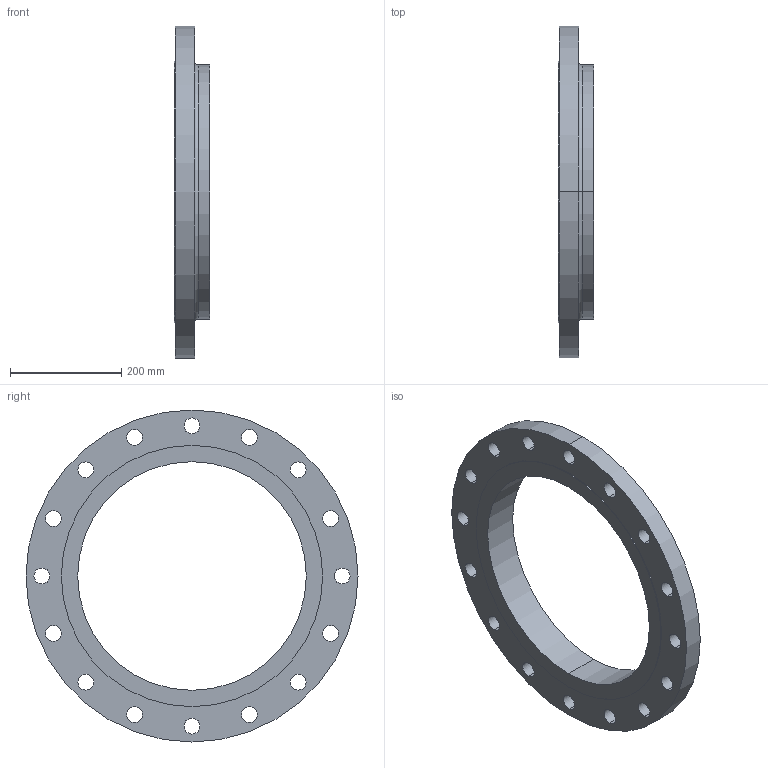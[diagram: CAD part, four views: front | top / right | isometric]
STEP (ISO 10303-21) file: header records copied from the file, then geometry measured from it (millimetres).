
FILE_DESCRIPTION (( 'STEP AP203' ), '1' );
FILE_NAME ('16_150_B165_RF_SOF.STEP', '2024-01-12T02:52:27', ( '' ), ( '' ), 'SwSTEP 2.0', 'SolidWorks 2023', '' );
FILE_SCHEMA (( 'CONFIG_CONTROL_DESIGN' ));
Length unit declared in the file: inch
Products named in the file (1): 16_150_B165_RF_SOF
Bounding box: 63.5 x 596.9 x 596.9 mm (x, y, z)
Volume: 5701888.4 mm3; surface area: 508475.6 mm2
Topology: 1 solids, 1 shells, 46 faces, 124 edges, 82 vertices
Faces by surface type: cylinder 40, plane 4, torus 2
Entity records: 1643 total; most frequent: DIRECTION 302, CARTESIAN_POINT 253, ORIENTED_EDGE 248, AXIS2_PLACEMENT_3D 131, EDGE_CURVE 124, CIRCLE 84, VERTEX_POINT 82, EDGE_LOOP 82
